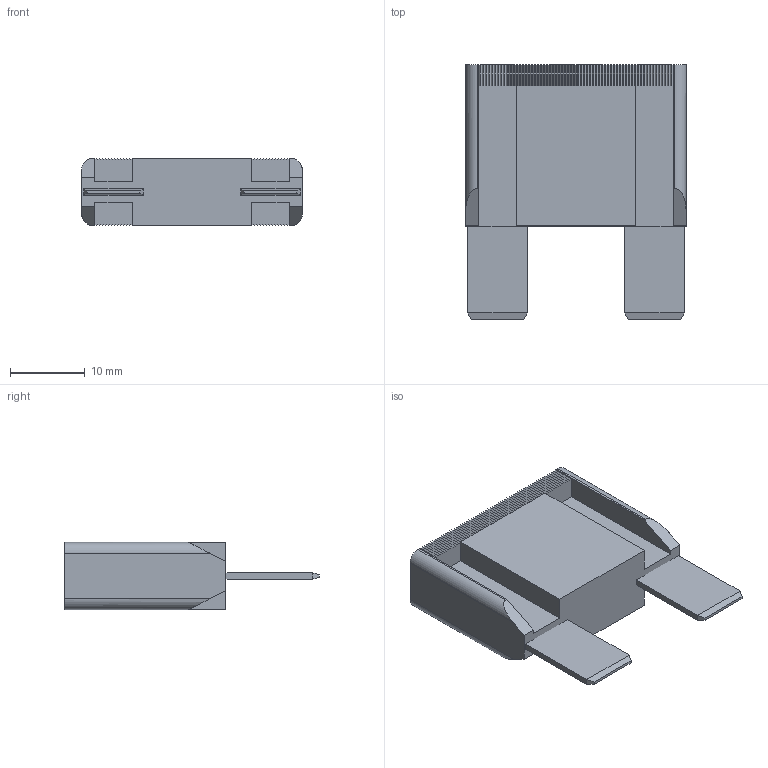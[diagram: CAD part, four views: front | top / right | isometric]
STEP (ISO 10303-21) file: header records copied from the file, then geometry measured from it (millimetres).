
FILE_DESCRIPTION (( 'STEP AP214' ), '1' );
FILE_NAME ('50A MAXI FUSE, RED.STEP', '2021-06-24T15:51:15', ( '' ), ( '' ), 'SwSTEP 2.0', 'SolidWorks 2018', '' );
FILE_SCHEMA (( 'AUTOMOTIVE_DESIGN' ));
Length unit declared in the file: inch
Products named in the file (1): 50A MAXI FUSE, RED
Bounding box: 29.5 x 34.1 x 9 mm (x, y, z)
Volume: 4933.7 mm3; surface area: 3946.5 mm2
Topology: 2 solids, 2 shells, 463 faces, 1186 edges, 732 vertices
Faces by surface type: plane 431, bspline 17, cylinder 15
Full cylindrical faces by diameter (mm): 2 x1, 2.506 x2
Entity records: 20082 total; most frequent: CARTESIAN_POINT 3696, ORIENTED_EDGE 2366, DIRECTION 2065, EDGE_CURVE 1183, LINE 1119, VECTOR 1119, VERTEX_POINT 732, EDGE_LOOP 477
